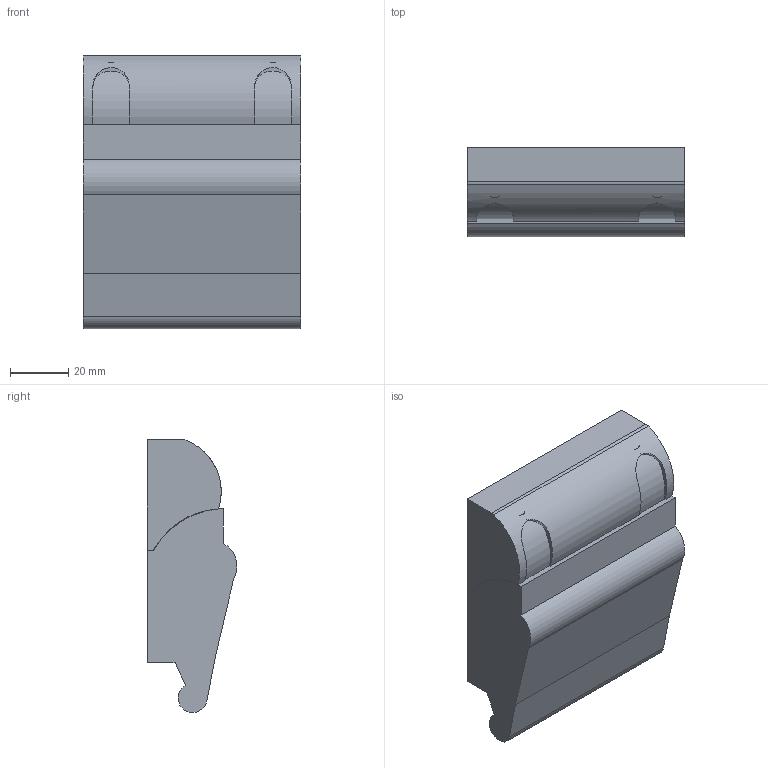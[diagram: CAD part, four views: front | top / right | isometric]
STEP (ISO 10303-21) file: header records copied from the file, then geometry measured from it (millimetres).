
FILE_DESCRIPTION (( 'STEP AP214' ), '1' );
FILE_NAME ('B780 Çàìîê äâåðíîé ïðîìûøëåííûé áåç êëþ÷à.STEP', '2025-06-03T13:25:09', ( '' ), ( '' ), 'SwSTEP 2.0', 'SolidWorks 2025', '' );
FILE_SCHEMA (( 'AUTOMOTIVE_DESIGN' ));
Length unit declared in the file: millimetre
Products named in the file (5): Сборка для B780_00; Деталь1_00; Деталь2_00; К детали 1_00; B780 Замок дверной промышленный без ключа
Assembly tree (5 placements, depth 3):
  B780 Замок дверной промышленный без ключа
    Деталь2_00
    Сборка для B780_00
      Деталь1_00
      К детали 1_00  x2
Bounding box: 75 x 30.9 x 94.03 mm (x, y, z)
Volume: 111404.4 mm3; surface area: 37438.6 mm2
Topology: 4 solids, 4 shells, 135 faces, 365 edges, 240 vertices
Faces by surface type: plane 96, cylinder 39
Entity records: 4287 total; most frequent: CARTESIAN_POINT 947, ORIENTED_EDGE 676, DIRECTION 664, EDGE_CURVE 338, VECTOR 242, LINE 242, VERTEX_POINT 222, AXIS2_PLACEMENT_3D 211
